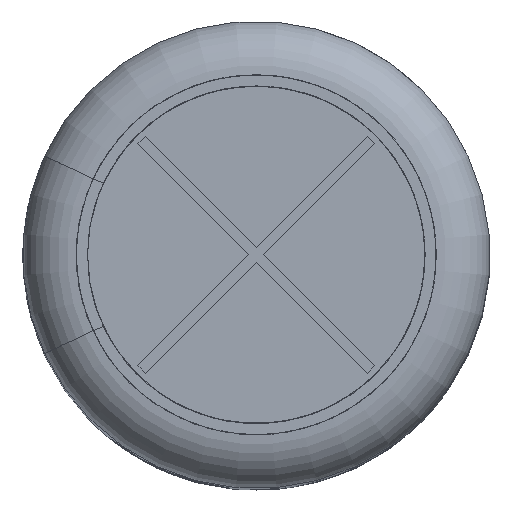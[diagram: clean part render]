
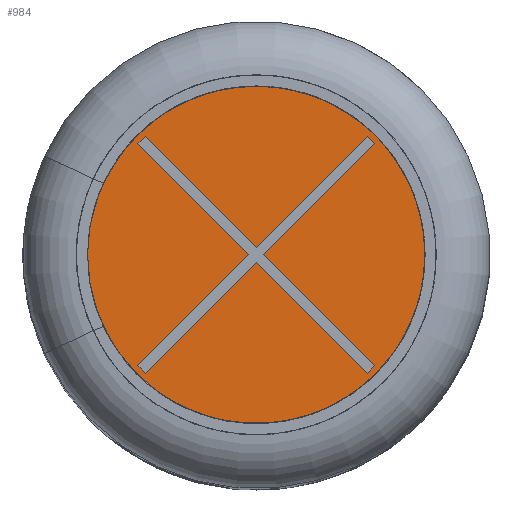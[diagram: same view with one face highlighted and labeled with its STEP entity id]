
A CAD part, top view. The second image highlights one B-rep face of the part: STEP entity #984.
In plain terms, the highlighted planar face has unit normal (0, 0, 1).
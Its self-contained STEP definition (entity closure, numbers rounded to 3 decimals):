
#984 = ADVANCED_FACE( '', ( #2285, #2286 ), #2287, .T. );
#2285 = FACE_OUTER_BOUND( '', #7730, .T. );
#2286 = FACE_BOUND( '', #7731, .T. );
#2287 = PLANE( '', #7732 );
#7730 = EDGE_LOOP( '', ( #14437 ) );
#7731 = EDGE_LOOP( '', ( #14438, #14439, #14440, #14441, #14442, #14443, #14444, #14445, #14446, #14447, #14448, #14449 ) );
#7732 = AXIS2_PLACEMENT_3D( '', #14450, #14451, #14452 );
#14437 = ORIENTED_EDGE( '', *, *, #17914, .F. );
#14438 = ORIENTED_EDGE( '', *, *, #17191, .T. );
#14439 = ORIENTED_EDGE( '', *, *, #17955, .T. );
#14440 = ORIENTED_EDGE( '', *, *, #17901, .T. );
#14441 = ORIENTED_EDGE( '', *, *, #17956, .T. );
#14442 = ORIENTED_EDGE( '', *, *, #17050, .T. );
#14443 = ORIENTED_EDGE( '', *, *, #17685, .T. );
#14444 = ORIENTED_EDGE( '', *, *, #17106, .T. );
#14445 = ORIENTED_EDGE( '', *, *, #17957, .T. );
#14446 = ORIENTED_EDGE( '', *, *, #17958, .T. );
#14447 = ORIENTED_EDGE( '', *, *, #17959, .T. );
#14448 = ORIENTED_EDGE( '', *, *, #17032, .T. );
#14449 = ORIENTED_EDGE( '', *, *, #17960, .T. );
#14450 = CARTESIAN_POINT( '', ( -6.167, 0., 40.78 ) );
#14451 = DIRECTION( '', ( 0., 0., 1. ) );
#14452 = DIRECTION( '', ( 1., 0., 0. ) );
#17032 = EDGE_CURVE( '', #18848, #18849, #18850, .T. );
#17050 = EDGE_CURVE( '', #18880, #18881, #18882, .T. );
#17106 = EDGE_CURVE( '', #18980, #18981, #18982, .T. );
#17191 = EDGE_CURVE( '', #19130, #19131, #19132, .T. );
#17685 = EDGE_CURVE( '', #18881, #18980, #19947, .T. );
#17901 = EDGE_CURVE( '', #20285, #20286, #20287, .T. );
#17914 = EDGE_CURVE( '', #20306, #20306, #20307, .T. );
#17955 = EDGE_CURVE( '', #19131, #20285, #20367, .T. );
#17956 = EDGE_CURVE( '', #20286, #18880, #20368, .T. );
#17957 = EDGE_CURVE( '', #18981, #20369, #20370, .T. );
#17958 = EDGE_CURVE( '', #20369, #20371, #20372, .T. );
#17959 = EDGE_CURVE( '', #20371, #18848, #20373, .T. );
#17960 = EDGE_CURVE( '', #18849, #19130, #20374, .T. );
#18848 = VERTEX_POINT( '', #21567 );
#18849 = VERTEX_POINT( '', #21568 );
#18850 = LINE( '', #21569, #21570 );
#18880 = VERTEX_POINT( '', #21613 );
#18881 = VERTEX_POINT( '', #21614 );
#18882 = LINE( '', #21615, #21616 );
#18980 = VERTEX_POINT( '', #21935 );
#18981 = VERTEX_POINT( '', #21936 );
#18982 = LINE( '', #21937, #21938 );
#19130 = VERTEX_POINT( '', #22225 );
#19131 = VERTEX_POINT( '', #22226 );
#19132 = LINE( '', #22227, #22228 );
#19947 = LINE( '', #24465, #24466 );
#20285 = VERTEX_POINT( '', #25245 );
#20286 = VERTEX_POINT( '', #25246 );
#20287 = LINE( '', #25247, #25248 );
#20306 = VERTEX_POINT( '', #25282 );
#20307 = CIRCLE( '', #25283, 6.167 );
#20367 = LINE( '', #25535, #25536 );
#20368 = LINE( '', #25537, #25538 );
#20369 = VERTEX_POINT( '', #25539 );
#20370 = LINE( '', #25540, #25541 );
#20371 = VERTEX_POINT( '', #25542 );
#20372 = LINE( '', #25543, #25544 );
#20373 = LINE( '', #25545, #25546 );
#20374 = LINE( '', #25547, #25548 );
#21567 = CARTESIAN_POINT( '', ( -4.052, -3.801, 40.78 ) );
#21568 = CARTESIAN_POINT( '', ( -0.251, 0., 40.78 ) );
#21569 = CARTESIAN_POINT( '', ( -0.251, 0., 40.78 ) );
#21570 = VECTOR( '', #28343, 1000. );
#21613 = CARTESIAN_POINT( '', ( 4.052, 3.801, 40.78 ) );
#21614 = CARTESIAN_POINT( '', ( 0.251, 0., 40.78 ) );
#21615 = CARTESIAN_POINT( '', ( 0.251, 0., 40.78 ) );
#21616 = VECTOR( '', #28363, 1000. );
#21935 = CARTESIAN_POINT( '', ( 4.052, -3.801, 40.78 ) );
#21936 = CARTESIAN_POINT( '', ( 3.801, -4.052, 40.78 ) );
#21937 = CARTESIAN_POINT( '', ( 4.052, -3.801, 40.78 ) );
#21938 = VECTOR( '', #28418, 1000. );
#22225 = CARTESIAN_POINT( '', ( -4.052, 3.801, 40.78 ) );
#22226 = CARTESIAN_POINT( '', ( -3.801, 4.052, 40.78 ) );
#22227 = CARTESIAN_POINT( '', ( -3.801, 4.052, 40.78 ) );
#22228 = VECTOR( '', #28505, 1000. );
#24465 = CARTESIAN_POINT( '', ( 0.251, 0., 40.78 ) );
#24466 = VECTOR( '', #28955, 1000. );
#25245 = CARTESIAN_POINT( '', ( 0., 0.251, 40.78 ) );
#25246 = CARTESIAN_POINT( '', ( 3.801, 4.052, 40.78 ) );
#25247 = CARTESIAN_POINT( '', ( 0., 0.251, 40.78 ) );
#25248 = VECTOR( '', #29160, 1000. );
#25282 = CARTESIAN_POINT( '', ( -6.167, 0., 40.78 ) );
#25283 = AXIS2_PLACEMENT_3D( '', #29173, #29174, #29175 );
#25535 = CARTESIAN_POINT( '', ( 0., 0.251, 40.78 ) );
#25536 = VECTOR( '', #29211, 1000. );
#25537 = CARTESIAN_POINT( '', ( 4.052, 3.801, 40.78 ) );
#25538 = VECTOR( '', #29212, 1000. );
#25539 = CARTESIAN_POINT( '', ( 0., -0.251, 40.78 ) );
#25540 = CARTESIAN_POINT( '', ( 0., -0.251, 40.78 ) );
#25541 = VECTOR( '', #29213, 1000. );
#25542 = CARTESIAN_POINT( '', ( -3.801, -4.052, 40.78 ) );
#25543 = CARTESIAN_POINT( '', ( 0., -0.251, 40.78 ) );
#25544 = VECTOR( '', #29214, 1000. );
#25545 = CARTESIAN_POINT( '', ( -3.801, -4.052, 40.78 ) );
#25546 = VECTOR( '', #29215, 1000. );
#25547 = CARTESIAN_POINT( '', ( -0.251, 0., 40.78 ) );
#25548 = VECTOR( '', #29216, 1000. );
#28343 = DIRECTION( '', ( 0.707, 0.707, 0. ) );
#28363 = DIRECTION( '', ( -0.707, -0.707, 0. ) );
#28418 = DIRECTION( '', ( -0.707, -0.707, 0. ) );
#28505 = DIRECTION( '', ( 0.707, 0.707, 0. ) );
#28955 = DIRECTION( '', ( 0.707, -0.707, 0. ) );
#29160 = DIRECTION( '', ( 0.707, 0.707, 0. ) );
#29173 = CARTESIAN_POINT( '', ( 0., 0., 40.78 ) );
#29174 = DIRECTION( '', ( 0., 0., -1. ) );
#29175 = DIRECTION( '', ( -1., 0., 0. ) );
#29211 = DIRECTION( '', ( 0.707, -0.707, 0. ) );
#29212 = DIRECTION( '', ( 0.707, -0.707, 0. ) );
#29213 = DIRECTION( '', ( -0.707, 0.707, 0. ) );
#29214 = DIRECTION( '', ( -0.707, -0.707, 0. ) );
#29215 = DIRECTION( '', ( -0.707, 0.707, 0. ) );
#29216 = DIRECTION( '', ( -0.707, 0.707, 0. ) );
